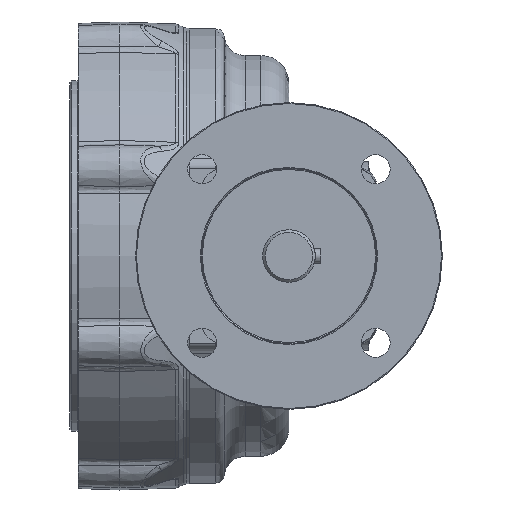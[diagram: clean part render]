
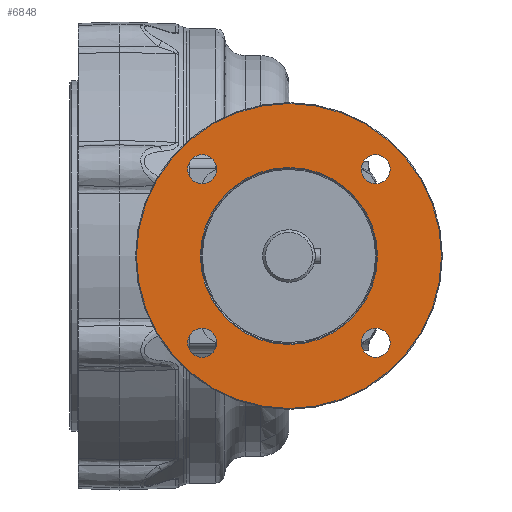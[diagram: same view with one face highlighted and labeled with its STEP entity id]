
A CAD part, left-side view. The second image highlights one B-rep face of the part: STEP entity #6848.
In plain terms, the highlighted planar face has unit normal (-1, 0, 0).
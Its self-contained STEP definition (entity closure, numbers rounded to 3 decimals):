
#463=PLANE('',#9512);
#1712=ORIENTED_EDGE('',*,*,#3383,.T.);
#1713=ORIENTED_EDGE('',*,*,#3381,.T.);
#1714=ORIENTED_EDGE('',*,*,#3402,.T.);
#1715=ORIENTED_EDGE('',*,*,#3403,.T.);
#1716=ORIENTED_EDGE('',*,*,#3404,.T.);
#1717=ORIENTED_EDGE('',*,*,#3401,.T.);
#3381=EDGE_CURVE('',#4453,#4453,#5244,.T.);
#3383=EDGE_CURVE('',#4455,#4455,#5246,.F.);
#3401=EDGE_CURVE('',#4473,#4473,#5256,.T.);
#3402=EDGE_CURVE('',#4474,#4474,#5257,.T.);
#3403=EDGE_CURVE('',#4475,#4475,#5258,.T.);
#3404=EDGE_CURVE('',#4476,#4476,#5259,.T.);
#4453=VERTEX_POINT('',#12371);
#4455=VERTEX_POINT('',#12376);
#4473=VERTEX_POINT('',#12417);
#4474=VERTEX_POINT('',#12420);
#4475=VERTEX_POINT('',#12422);
#4476=VERTEX_POINT('',#12424);
#5244=CIRCLE('',#9493,50.5);
#5246=CIRCLE('',#9496,87.);
#5256=CIRCLE('',#9511,8.25);
#5257=CIRCLE('',#9513,8.25);
#5258=CIRCLE('',#9514,8.25);
#5259=CIRCLE('',#9515,8.25);
#5646=EDGE_LOOP('',(#1712));
#5647=EDGE_LOOP('',(#1713));
#5648=EDGE_LOOP('',(#1714));
#5649=EDGE_LOOP('',(#1715));
#5650=EDGE_LOOP('',(#1716));
#5651=EDGE_LOOP('',(#1717));
#6210=FACE_BOUND('',#5646,.T.);
#6211=FACE_BOUND('',#5647,.T.);
#6212=FACE_BOUND('',#5648,.T.);
#6213=FACE_BOUND('',#5649,.T.);
#6214=FACE_BOUND('',#5650,.T.);
#6215=FACE_BOUND('',#5651,.T.);
#6848=ADVANCED_FACE('',(#6210,#6211,#6212,#6213,#6214,#6215),#463,.F.);
#9493=AXIS2_PLACEMENT_3D('',#12370,#10303,#10304);
#9496=AXIS2_PLACEMENT_3D('',#12375,#10309,#10310);
#9511=AXIS2_PLACEMENT_3D('',#12416,#10347,#10348);
#9512=AXIS2_PLACEMENT_3D('',#12418,#10349,#10350);
#9513=AXIS2_PLACEMENT_3D('',#12419,#10351,#10352);
#9514=AXIS2_PLACEMENT_3D('',#12421,#10353,#10354);
#9515=AXIS2_PLACEMENT_3D('',#12423,#10355,#10356);
#10303=DIRECTION('',(1.,0.,0.));
#10304=DIRECTION('',(0.,-1.,0.));
#10309=DIRECTION('',(1.,0.,0.));
#10310=DIRECTION('',(0.,-1.,0.));
#10347=DIRECTION('',(1.,0.,0.));
#10348=DIRECTION('',(0.,1.,0.));
#10349=DIRECTION('',(1.,0.,0.));
#10350=DIRECTION('',(0.,-1.,0.));
#10351=DIRECTION('',(1.,0.,0.));
#10352=DIRECTION('',(0.,0.,1.));
#10353=DIRECTION('',(1.,0.,0.));
#10354=DIRECTION('',(0.,0.,-1.));
#10355=DIRECTION('',(1.,0.,0.));
#10356=DIRECTION('',(0.,-1.,0.));
#12370=CARTESIAN_POINT('',(-200.025,-57.,0.));
#12371=CARTESIAN_POINT('',(-200.025,-107.5,0.));
#12375=CARTESIAN_POINT('',(-200.025,-57.,0.));
#12376=CARTESIAN_POINT('',(-200.025,-144.,0.));
#12416=CARTESIAN_POINT('',(-200.025,-7.503,-49.497));
#12417=CARTESIAN_POINT('',(-200.025,0.747,-49.497));
#12418=CARTESIAN_POINT('',(-200.025,-57.,-87.5));
#12419=CARTESIAN_POINT('',(-200.025,-7.503,49.497));
#12420=CARTESIAN_POINT('',(-200.025,-7.503,57.747));
#12421=CARTESIAN_POINT('',(-200.025,-106.497,-49.497));
#12422=CARTESIAN_POINT('',(-200.025,-106.497,-57.747));
#12423=CARTESIAN_POINT('',(-200.025,-106.497,49.497));
#12424=CARTESIAN_POINT('',(-200.025,-114.747,49.497));
